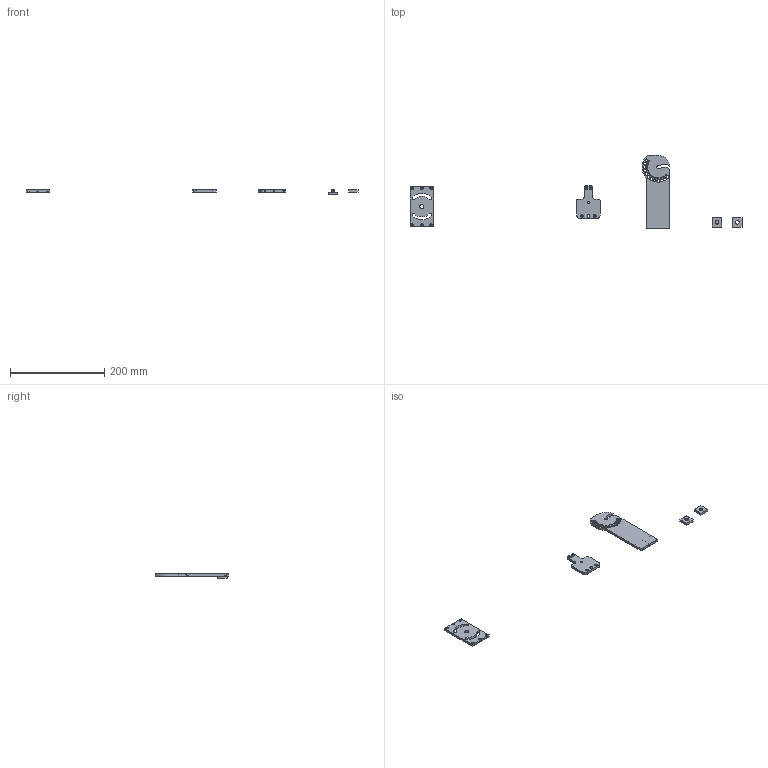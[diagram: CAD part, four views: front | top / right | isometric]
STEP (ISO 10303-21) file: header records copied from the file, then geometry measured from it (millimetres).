
FILE_DESCRIPTION(/* description */ (''),/* implementation_level */ '2;1');
FILE_NAME(/* name */ 'Staffa FS40 Pivot v31.step',/* time_stamp */ '2024-09-03T09:30:38+02:00',/* author */ (''),/* organization */ (''),/* preprocessor_version */ 'ST-DEVELOPER v20',/* originating_system */ 'Autodesk Translation Framework v13.14.0.145',/* authorisation */ '');
FILE_SCHEMA (('AUTOMOTIVE_DESIGN { 1 0 10303 214 3 1 1 }'));
Length unit declared in the file: millimetre
Products named in the file (1): Staffa FS40 Pivot
Bounding box: 704.28 x 155 x 10 mm (x, y, z)
Volume: 70063.9 mm3; surface area: 38411.2 mm2
Topology: 5 solids, 5 shells, 1167 faces, 3223 edges, 2148 vertices
Faces by surface type: bspline 760, plane 342, cylinder 63, torus 2
Full cylindrical faces by diameter (mm): 2.8 x3, 3 x10, 5.8 x2, 6 x16, 8 x2, 8.1 x2, 8.2 x1
Entity records: 44252 total; most frequent: CARTESIAN_POINT 19459, ORIENTED_EDGE 6446, EDGE_CURVE 3223, DIRECTION 2649, VERTEX_POINT 2148, LINE 1573, VECTOR 1573, B_SPLINE_CURVE_WITH_KNOTS 1520
